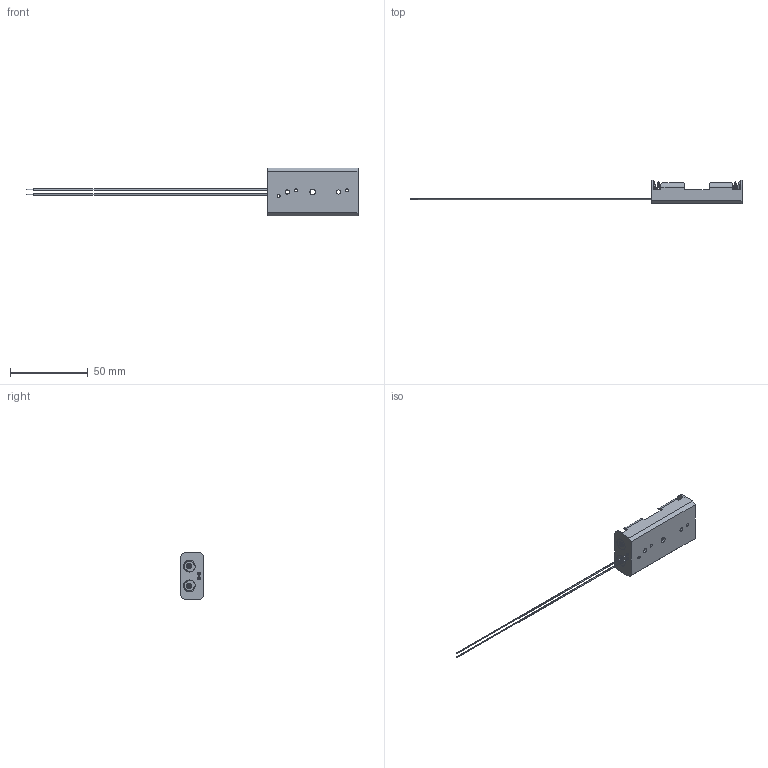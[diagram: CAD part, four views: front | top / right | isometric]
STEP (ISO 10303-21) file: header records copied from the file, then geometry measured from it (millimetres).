
FILE_DESCRIPTION (( 'STEP AP214' ), '1' );
FILE_NAME ('BC2AAW.STEP', '2019-12-04T18:31:59', ( '' ), ( '' ), 'SwSTEP 2.0', 'SolidWorks 2017', '' );
FILE_SCHEMA (( 'AUTOMOTIVE_DESIGN' ));
Length unit declared in the file: millimetre
Products named in the file (1): BC2AAW
Bounding box: 213 x 15 x 30.5 mm (x, y, z)
Volume: 4955.5 mm3; surface area: 10100.5 mm2
Topology: 10 solids, 10 shells, 356 faces, 853 edges, 552 vertices
Faces by surface type: plane 170, cylinder 132, torus 42, bspline 12
Entity records: 14218 total; most frequent: CARTESIAN_POINT 5544, DIRECTION 1851, ORIENTED_EDGE 1706, EDGE_CURVE 853, AXIS2_PLACEMENT_3D 695, VERTEX_POINT 552, LINE 461, VECTOR 461
